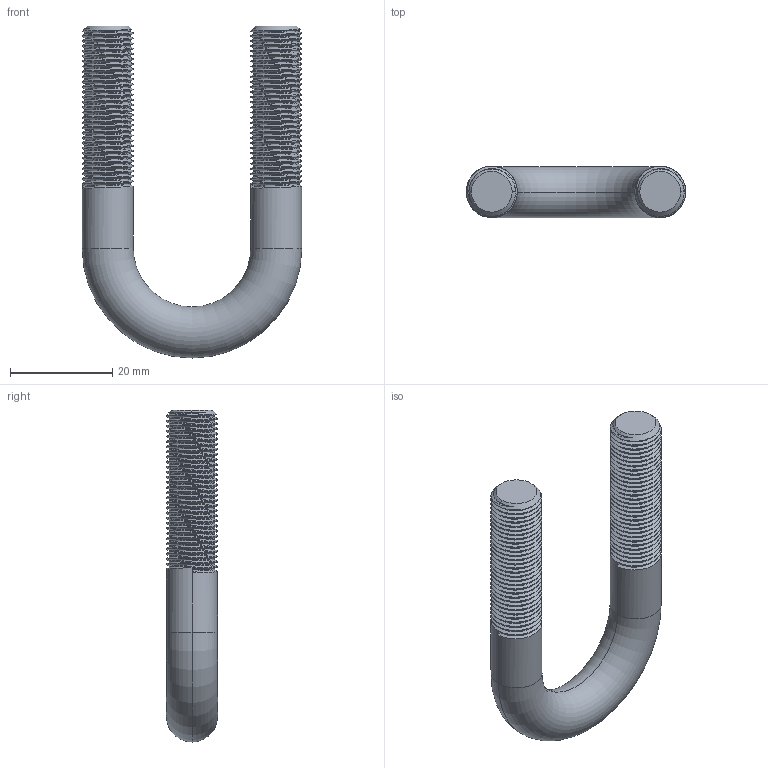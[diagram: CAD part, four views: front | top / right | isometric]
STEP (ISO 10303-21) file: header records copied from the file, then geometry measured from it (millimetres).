
FILE_DESCRIPTION (( 'STEP AP203' ), '1' );
FILE_NAME ('3D_R380_D21.3_17334100.STEP', '2024-07-18T07:29:28', ( '' ), ( '' ), 'SwSTEP 2.0', 'SolidWorks 2024', '' );
FILE_SCHEMA (( 'CONFIG_CONTROL_DESIGN' ));
Length unit declared in the file: millimetre
Products named in the file (1): 3D_R380_D21.3_17334100
Bounding box: 43 x 10 x 65 mm (x, y, z)
Volume: 10313.7 mm3; surface area: 5496.5 mm2
Topology: 1 solids, 1 shells, 142 faces, 410 edges, 270 vertices
Faces by surface type: cylinder 124, cone 6, bspline 6, plane 4, torus 2
Entity records: 14127 total; most frequent: CARTESIAN_POINT 11099, ORIENTED_EDGE 820, DIRECTION 436, EDGE_CURVE 410, VERTEX_POINT 270, AXIS2_PLACEMENT_3D 149, FACE_OUTER_BOUND 142, ADVANCED_FACE 142
